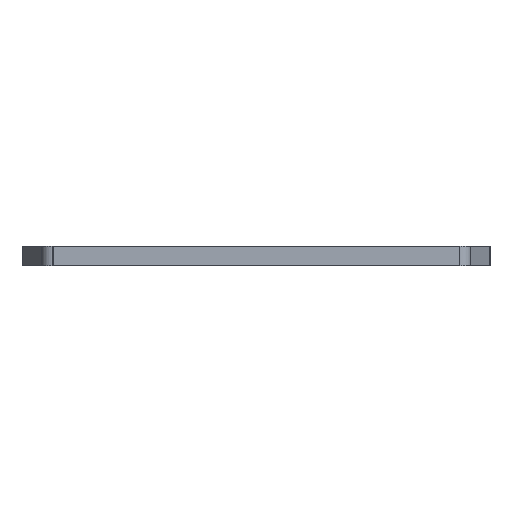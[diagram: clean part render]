
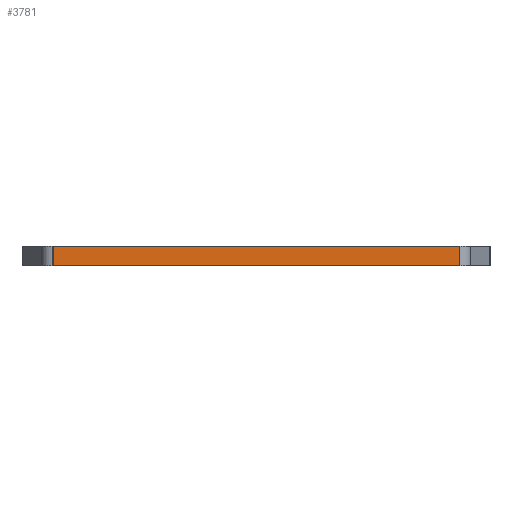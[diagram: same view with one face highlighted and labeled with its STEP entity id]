
A CAD part, left-side view. The second image highlights one B-rep face of the part: STEP entity #3781.
In plain terms, the highlighted planar face has unit normal (-1, 0, 0).
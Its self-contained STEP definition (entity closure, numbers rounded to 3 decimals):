
#344=FACE_OUTER_BOUND('',#555,.T.);
#555=EDGE_LOOP('',(#3260,#3261,#3262,#3263));
#1016=LINE('',#5913,#1482);
#1052=LINE('',#6024,#1518);
#1053=LINE('',#6027,#1519);
#1054=LINE('',#6028,#1520);
#1482=VECTOR('',#4843,10.);
#1518=VECTOR('',#4959,10.);
#1519=VECTOR('',#4962,10.);
#1520=VECTOR('',#4963,10.);
#1838=VERTEX_POINT('',#5910);
#1839=VERTEX_POINT('',#5912);
#1874=VERTEX_POINT('',#6022);
#1875=VERTEX_POINT('',#6026);
#2339=EDGE_CURVE('',#1838,#1839,#1016,.T.);
#2395=EDGE_CURVE('',#1874,#1839,#1052,.T.);
#2396=EDGE_CURVE('',#1874,#1875,#1053,.T.);
#2397=EDGE_CURVE('',#1875,#1838,#1054,.T.);
#3260=ORIENTED_EDGE('',*,*,#2396,.F.);
#3261=ORIENTED_EDGE('',*,*,#2395,.T.);
#3262=ORIENTED_EDGE('',*,*,#2339,.F.);
#3263=ORIENTED_EDGE('',*,*,#2397,.F.);
#3606=PLANE('',#4032);
#3781=ADVANCED_FACE('',(#344),#3606,.T.);
#4032=AXIS2_PLACEMENT_3D('',#6025,#4960,#4961);
#4843=DIRECTION('',(0.,1.,0.));
#4959=DIRECTION('',(0.,0.,-1.));
#4960=DIRECTION('center_axis',(-1.,0.,0.));
#4961=DIRECTION('ref_axis',(0.,1.,0.));
#4962=DIRECTION('',(0.,-1.,0.));
#4963=DIRECTION('',(0.,0.,-1.));
#5910=CARTESIAN_POINT('',(67.111,14.175,28.));
#5912=CARTESIAN_POINT('',(67.111,118.157,28.));
#5913=CARTESIAN_POINT('',(67.111,118.157,28.));
#6022=CARTESIAN_POINT('',(67.111,118.157,33.));
#6024=CARTESIAN_POINT('',(67.111,118.157,33.));
#6025=CARTESIAN_POINT('Origin',(67.111,14.175,33.));
#6026=CARTESIAN_POINT('',(67.111,14.175,33.));
#6027=CARTESIAN_POINT('',(67.111,118.157,33.));
#6028=CARTESIAN_POINT('',(67.111,14.175,33.));
